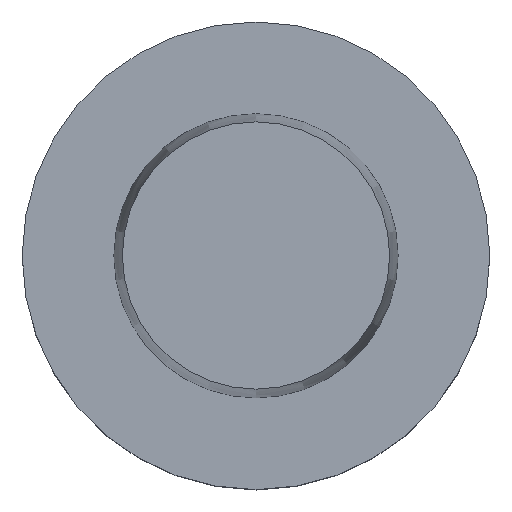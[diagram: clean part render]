
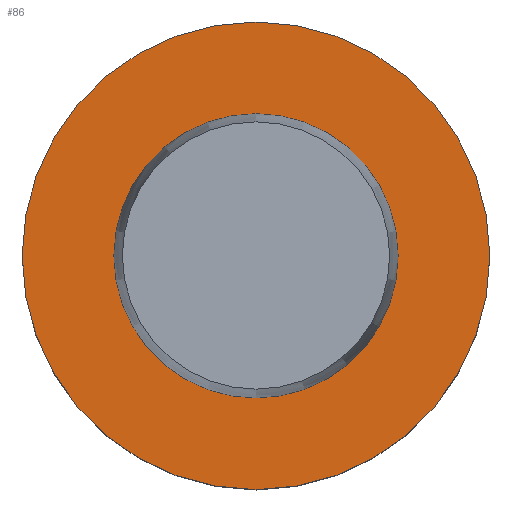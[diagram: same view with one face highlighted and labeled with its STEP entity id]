
A CAD part, top view. The second image highlights one B-rep face of the part: STEP entity #86.
In plain terms, the highlighted planar face has unit normal (0, 0, 1).
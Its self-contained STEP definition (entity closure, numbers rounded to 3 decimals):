
#86=ADVANCED_FACE('',(#128,#129),#130,.T.);
#128=FACE_OUTER_BOUND('',#189,.T.);
#129=FACE_BOUND('',#190,.T.);
#130=PLANE('',#191);
#189=EDGE_LOOP('',(#272));
#190=EDGE_LOOP('',(#273));
#191=AXIS2_PLACEMENT_3D('',#274,#275,#276);
#272=ORIENTED_EDGE('',*,*,#333,.F.);
#273=ORIENTED_EDGE('',*,*,#332,.T.);
#274=CARTESIAN_POINT('',(0.,25.325,0.));
#275=DIRECTION('',(0.,0.,1.0));
#276=DIRECTION('',(0.,-1.0,0.));
#332=EDGE_CURVE('',#362,#362,#363,.T.);
#333=EDGE_CURVE('',#364,#364,#365,.T.);
#362=VERTEX_POINT('',#402);
#363=CIRCLE('',#403,19.15);
#364=VERTEX_POINT('',#404);
#365=CIRCLE('',#405,31.5);
#402=CARTESIAN_POINT('',(0.,19.15,0.));
#403=AXIS2_PLACEMENT_3D('',#452,#453,#454);
#404=CARTESIAN_POINT('',(0.,31.5,0.));
#405=AXIS2_PLACEMENT_3D('',#455,#456,#457);
#452=CARTESIAN_POINT('',(0.0,0.0,0.0));
#453=DIRECTION('',(0.,0.,-1.0));
#454=DIRECTION('',(0.,1.0,0.));
#455=CARTESIAN_POINT('',(0.0,0.0,0.0));
#456=DIRECTION('',(0.,0.,-1.0));
#457=DIRECTION('',(0.,1.0,0.));
